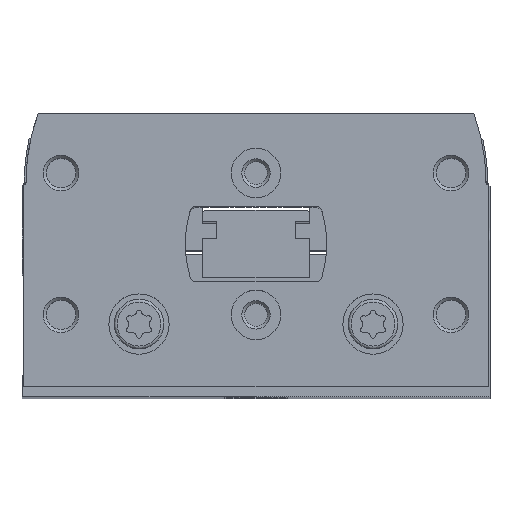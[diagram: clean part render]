
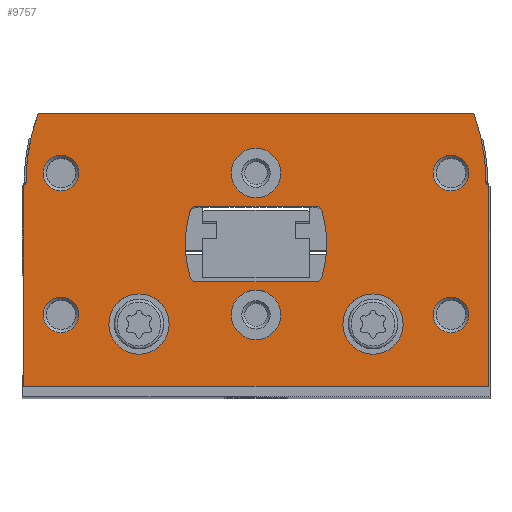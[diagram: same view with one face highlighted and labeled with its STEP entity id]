
A CAD part, top view. The second image highlights one B-rep face of the part: STEP entity #9757.
In plain terms, the highlighted planar face has unit normal (0, 0, 1).
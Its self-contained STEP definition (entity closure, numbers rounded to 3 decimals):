
#450=LINE('',#15225,#984);
#455=LINE('',#15235,#989);
#473=LINE('',#15281,#1007);
#479=LINE('',#15293,#1013);
#492=LINE('',#15363,#1026);
#494=LINE('',#15369,#1028);
#495=LINE('',#15403,#1029);
#496=LINE('',#15423,#1030);
#984=VECTOR('',#12497,1000.);
#989=VECTOR('',#12504,1000.);
#1007=VECTOR('',#12540,1000.);
#1013=VECTOR('',#12550,1000.);
#1026=VECTOR('',#12605,1000.);
#1028=VECTOR('',#12613,1000.);
#1029=VECTOR('',#12648,1000.);
#1030=VECTOR('',#12669,1000.);
#1306=PLANE('',#10620);
#2616=ORIENTED_EDGE('',*,*,#4324,.F.);
#2617=ORIENTED_EDGE('',*,*,#4325,.F.);
#2618=ORIENTED_EDGE('',*,*,#4326,.T.);
#2619=ORIENTED_EDGE('',*,*,#4327,.T.);
#2620=ORIENTED_EDGE('',*,*,#4328,.T.);
#2621=ORIENTED_EDGE('',*,*,#4329,.T.);
#2622=ORIENTED_EDGE('',*,*,#4330,.T.);
#2623=ORIENTED_EDGE('',*,*,#4331,.T.);
#2624=ORIENTED_EDGE('',*,*,#4284,.F.);
#2625=ORIENTED_EDGE('',*,*,#4302,.F.);
#2626=ORIENTED_EDGE('',*,*,#4296,.F.);
#2627=ORIENTED_EDGE('',*,*,#4293,.F.);
#2628=ORIENTED_EDGE('',*,*,#4332,.F.);
#2629=ORIENTED_EDGE('',*,*,#4333,.F.);
#2630=ORIENTED_EDGE('',*,*,#4334,.F.);
#2631=ORIENTED_EDGE('',*,*,#4287,.F.);
#2632=ORIENTED_EDGE('',*,*,#4271,.T.);
#2633=ORIENTED_EDGE('',*,*,#4265,.T.);
#2634=ORIENTED_EDGE('',*,*,#4306,.T.);
#2635=ORIENTED_EDGE('',*,*,#4236,.T.);
#2636=ORIENTED_EDGE('',*,*,#4241,.T.);
#2637=ORIENTED_EDGE('',*,*,#4245,.T.);
#2638=ORIENTED_EDGE('',*,*,#4323,.T.);
#2639=ORIENTED_EDGE('',*,*,#4277,.T.);
#4236=EDGE_CURVE('',#5206,#5205,#450,.T.);
#4241=EDGE_CURVE('',#5205,#5209,#455,.T.);
#4245=EDGE_CURVE('',#5209,#5211,#5828,.T.);
#4265=EDGE_CURVE('',#5226,#5228,#473,.T.);
#4271=EDGE_CURVE('',#5232,#5226,#479,.T.);
#4277=EDGE_CURVE('',#5237,#5232,#5834,.T.);
#4284=EDGE_CURVE('',#5241,#5242,#5837,.T.);
#4287=EDGE_CURVE('',#5242,#5243,#5838,.T.);
#4293=EDGE_CURVE('',#5247,#5248,#5841,.T.);
#4296=EDGE_CURVE('',#5248,#5250,#5842,.T.);
#4302=EDGE_CURVE('',#5250,#5241,#492,.T.);
#4306=EDGE_CURVE('',#5228,#5206,#494,.T.);
#4323=EDGE_CURVE('',#5211,#5237,#495,.T.);
#4324=EDGE_CURVE('',#5270,#5270,#5865,.T.);
#4325=EDGE_CURVE('',#5271,#5271,#5866,.T.);
#4326=EDGE_CURVE('',#5272,#5272,#5867,.T.);
#4327=EDGE_CURVE('',#5273,#5273,#5868,.T.);
#4328=EDGE_CURVE('',#5274,#5274,#5869,.T.);
#4329=EDGE_CURVE('',#5275,#5275,#5870,.T.);
#4330=EDGE_CURVE('',#5276,#5276,#5871,.T.);
#4331=EDGE_CURVE('',#5277,#5277,#5872,.T.);
#4332=EDGE_CURVE('',#5278,#5247,#5873,.T.);
#4333=EDGE_CURVE('',#5279,#5278,#496,.T.);
#4334=EDGE_CURVE('',#5243,#5279,#5874,.T.);
#5205=VERTEX_POINT('',#15224);
#5206=VERTEX_POINT('',#15226);
#5209=VERTEX_POINT('',#15234);
#5211=VERTEX_POINT('',#15241);
#5226=VERTEX_POINT('',#15275);
#5228=VERTEX_POINT('',#15280);
#5232=VERTEX_POINT('',#15291);
#5237=VERTEX_POINT('',#15306);
#5241=VERTEX_POINT('',#15320);
#5242=VERTEX_POINT('',#15322);
#5243=VERTEX_POINT('',#15330);
#5247=VERTEX_POINT('',#15343);
#5248=VERTEX_POINT('',#15345);
#5250=VERTEX_POINT('',#15354);
#5270=VERTEX_POINT('',#15406);
#5271=VERTEX_POINT('',#15408);
#5272=VERTEX_POINT('',#15410);
#5273=VERTEX_POINT('',#15412);
#5274=VERTEX_POINT('',#15414);
#5275=VERTEX_POINT('',#15416);
#5276=VERTEX_POINT('',#15418);
#5277=VERTEX_POINT('',#15420);
#5278=VERTEX_POINT('',#15422);
#5279=VERTEX_POINT('',#15424);
#5828=CIRCLE('',#10570,30.);
#5834=CIRCLE('',#10582,30.);
#5837=CIRCLE('',#10586,1.);
#5838=CIRCLE('',#10588,16.);
#5841=CIRCLE('',#10592,16.);
#5842=CIRCLE('',#10594,1.);
#5865=CIRCLE('',#10621,4.25);
#5866=CIRCLE('',#10622,4.25);
#5867=CIRCLE('',#10623,3.5);
#5868=CIRCLE('',#10624,3.5);
#5869=CIRCLE('',#10625,2.5);
#5870=CIRCLE('',#10626,2.5);
#5871=CIRCLE('',#10627,2.5);
#5872=CIRCLE('',#10628,2.5);
#5873=CIRCLE('',#10629,1.);
#5874=CIRCLE('',#10630,1.);
#6492=EDGE_LOOP('',(#2616));
#6493=EDGE_LOOP('',(#2617));
#6494=EDGE_LOOP('',(#2618));
#6495=EDGE_LOOP('',(#2619));
#6496=EDGE_LOOP('',(#2620));
#6497=EDGE_LOOP('',(#2621));
#6498=EDGE_LOOP('',(#2622));
#6499=EDGE_LOOP('',(#2623));
#6500=EDGE_LOOP('',(#2624,#2625,#2626,#2627,#2628,#2629,#2630,#2631));
#6501=EDGE_LOOP('',(#2632,#2633,#2634,#2635,#2636,#2637,#2638,#2639));
#7288=FACE_BOUND('',#6492,.T.);
#7289=FACE_BOUND('',#6493,.T.);
#7290=FACE_BOUND('',#6494,.T.);
#7291=FACE_BOUND('',#6495,.T.);
#7292=FACE_BOUND('',#6496,.T.);
#7293=FACE_BOUND('',#6497,.T.);
#7294=FACE_BOUND('',#6498,.T.);
#7295=FACE_BOUND('',#6499,.T.);
#7296=FACE_BOUND('',#6500,.T.);
#7297=FACE_BOUND('',#6501,.T.);
#9757=ADVANCED_FACE('',(#7288,#7289,#7290,#7291,#7292,#7293,#7294,#7295,
#7296,#7297),#1306,.T.);
#10570=AXIS2_PLACEMENT_3D('',#15242,#12511,#12512);
#10582=AXIS2_PLACEMENT_3D('',#15305,#12561,#12562);
#10586=AXIS2_PLACEMENT_3D('',#15321,#12572,#12573);
#10588=AXIS2_PLACEMENT_3D('',#15329,#12577,#12578);
#10592=AXIS2_PLACEMENT_3D('',#15344,#12587,#12588);
#10594=AXIS2_PLACEMENT_3D('',#15353,#12592,#12593);
#10620=AXIS2_PLACEMENT_3D('',#15404,#12649,#12650);
#10621=AXIS2_PLACEMENT_3D('',#15405,#12651,#12652);
#10622=AXIS2_PLACEMENT_3D('',#15407,#12653,#12654);
#10623=AXIS2_PLACEMENT_3D('',#15409,#12655,#12656);
#10624=AXIS2_PLACEMENT_3D('',#15411,#12657,#12658);
#10625=AXIS2_PLACEMENT_3D('',#15413,#12659,#12660);
#10626=AXIS2_PLACEMENT_3D('',#15415,#12661,#12662);
#10627=AXIS2_PLACEMENT_3D('',#15417,#12663,#12664);
#10628=AXIS2_PLACEMENT_3D('',#15419,#12665,#12666);
#10629=AXIS2_PLACEMENT_3D('',#15421,#12667,#12668);
#10630=AXIS2_PLACEMENT_3D('',#15425,#12670,#12671);
#12497=DIRECTION('',(0.,1.,0.));
#12504=DIRECTION('',(-0.866,0.5,0.));
#12511=DIRECTION('',(0.,0.,1.));
#12512=DIRECTION('',(1.,0.,0.));
#12540=DIRECTION('',(0.,-1.,0.));
#12550=DIRECTION('',(-0.866,-0.5,0.));
#12561=DIRECTION('',(0.,0.,1.));
#12562=DIRECTION('',(1.,0.,0.));
#12572=DIRECTION('',(0.,0.,1.));
#12573=DIRECTION('',(1.,0.,0.));
#12577=DIRECTION('',(0.,0.,1.));
#12578=DIRECTION('',(1.,0.,0.));
#12587=DIRECTION('',(0.,0.,1.));
#12588=DIRECTION('',(1.,0.,0.));
#12592=DIRECTION('',(0.,0.,1.));
#12593=DIRECTION('',(1.,0.,0.));
#12605=DIRECTION('',(-1.,0.,0.));
#12613=DIRECTION('',(1.,0.,0.));
#12648=DIRECTION('',(-1.,0.,0.));
#12649=DIRECTION('',(0.,0.,1.));
#12650=DIRECTION('',(1.,0.,0.));
#12651=DIRECTION('',(0.,0.,1.));
#12652=DIRECTION('',(1.,0.,0.));
#12653=DIRECTION('',(0.,0.,1.));
#12654=DIRECTION('',(1.,0.,0.));
#12655=DIRECTION('',(0.,0.,-1.));
#12656=DIRECTION('',(-1.,0.,0.));
#12657=DIRECTION('',(0.,0.,-1.));
#12658=DIRECTION('',(-1.,0.,0.));
#12659=DIRECTION('',(0.,0.,-1.));
#12660=DIRECTION('',(-1.,0.,0.));
#12661=DIRECTION('',(0.,0.,-1.));
#12662=DIRECTION('',(-1.,0.,0.));
#12663=DIRECTION('',(0.,0.,-1.));
#12664=DIRECTION('',(-1.,0.,0.));
#12665=DIRECTION('',(0.,0.,-1.));
#12666=DIRECTION('',(-1.,0.,0.));
#12667=DIRECTION('',(0.,0.,1.));
#12668=DIRECTION('',(1.,0.,0.));
#12669=DIRECTION('',(1.,0.,0.));
#12670=DIRECTION('',(0.,0.,1.));
#12671=DIRECTION('',(1.,0.,0.));
#15224=CARTESIAN_POINT('',(32.75,28.327,0.));
#15225=CARTESIAN_POINT('',(32.75,0.,0.));
#15226=CARTESIAN_POINT('',(32.75,0.,0.));
#15234=CARTESIAN_POINT('',(32.45,28.5,0.));
#15235=CARTESIAN_POINT('',(32.75,28.327,0.));
#15241=CARTESIAN_POINT('',(30.734,38.5,0.));
#15242=CARTESIAN_POINT('',(2.45,28.5,0.));
#15275=CARTESIAN_POINT('',(-32.75,28.327,0.));
#15280=CARTESIAN_POINT('',(-32.75,0.,0.));
#15281=CARTESIAN_POINT('',(-32.75,28.327,0.));
#15291=CARTESIAN_POINT('',(-32.45,28.5,0.));
#15293=CARTESIAN_POINT('',(-32.45,28.5,0.));
#15305=CARTESIAN_POINT('',(-2.45,28.5,0.));
#15306=CARTESIAN_POINT('',(-30.734,38.5,0.));
#15320=CARTESIAN_POINT('',(-8.355,25.4,0.));
#15321=CARTESIAN_POINT('',(-8.355,24.4,0.));
#15322=CARTESIAN_POINT('',(-9.312,24.69,0.));
#15329=CARTESIAN_POINT('',(6.,20.05,0.));
#15330=CARTESIAN_POINT('',(-9.312,15.41,0.));
#15343=CARTESIAN_POINT('',(9.312,15.41,0.));
#15344=CARTESIAN_POINT('',(-6.,20.05,0.));
#15345=CARTESIAN_POINT('',(9.312,24.69,0.));
#15353=CARTESIAN_POINT('',(8.355,24.4,0.));
#15354=CARTESIAN_POINT('',(8.355,25.4,0.));
#15363=CARTESIAN_POINT('',(8.355,25.4,0.));
#15369=CARTESIAN_POINT('',(-32.75,0.,0.));
#15403=CARTESIAN_POINT('',(30.734,38.5,0.));
#15404=CARTESIAN_POINT('',(2.45,28.5,0.));
#15405=CARTESIAN_POINT('',(-16.5,8.75,0.));
#15406=CARTESIAN_POINT('',(-12.25,8.75,0.));
#15407=CARTESIAN_POINT('',(16.5,8.75,0.));
#15408=CARTESIAN_POINT('',(20.75,8.75,0.));
#15409=CARTESIAN_POINT('',(0.,10.05,0.));
#15410=CARTESIAN_POINT('',(-3.5,10.05,0.));
#15411=CARTESIAN_POINT('',(0.,30.05,0.));
#15412=CARTESIAN_POINT('',(-3.5,30.05,0.));
#15413=CARTESIAN_POINT('',(27.5,10.05,0.));
#15414=CARTESIAN_POINT('',(25.,10.05,0.));
#15415=CARTESIAN_POINT('',(-27.5,10.05,0.));
#15416=CARTESIAN_POINT('',(-30.,10.05,0.));
#15417=CARTESIAN_POINT('',(-27.5,30.05,0.));
#15418=CARTESIAN_POINT('',(-30.,30.05,0.));
#15419=CARTESIAN_POINT('',(27.5,30.05,0.));
#15420=CARTESIAN_POINT('',(25.,30.05,0.));
#15421=CARTESIAN_POINT('',(8.355,15.7,0.));
#15422=CARTESIAN_POINT('',(8.355,14.7,0.));
#15423=CARTESIAN_POINT('',(-8.355,14.7,0.));
#15424=CARTESIAN_POINT('',(-8.355,14.7,0.));
#15425=CARTESIAN_POINT('',(-8.355,15.7,0.));
